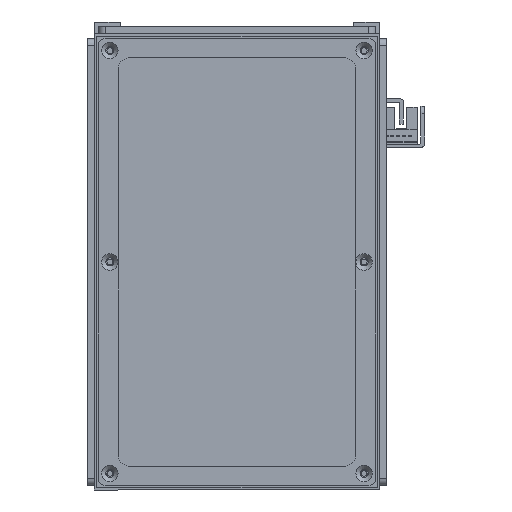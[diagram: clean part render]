
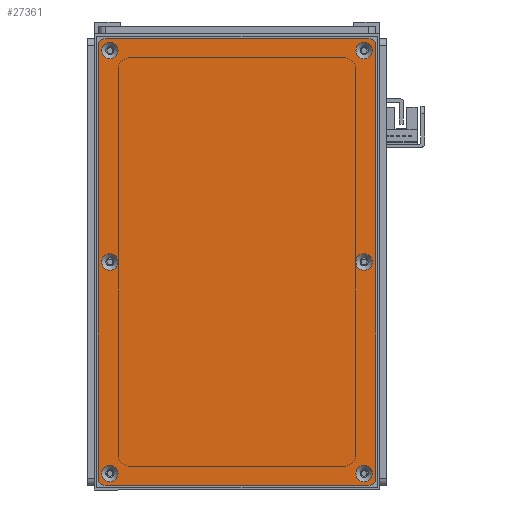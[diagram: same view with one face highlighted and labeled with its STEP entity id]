
A CAD part, front view. The second image highlights one B-rep face of the part: STEP entity #27361.
In plain terms, the highlighted planar face has unit normal (0, -1, 0).
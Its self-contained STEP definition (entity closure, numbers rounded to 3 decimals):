
#2194=FACE_BOUND('',#6502,.T.);
#2195=FACE_BOUND('',#6503,.T.);
#2196=FACE_BOUND('',#6504,.T.);
#2197=FACE_BOUND('',#6505,.T.);
#2198=FACE_BOUND('',#6506,.T.);
#2199=FACE_BOUND('',#6507,.T.);
#3369=CIRCLE('',#30225,3.45);
#3372=CIRCLE('',#30230,3.45);
#3375=CIRCLE('',#30235,3.45);
#3378=CIRCLE('',#30240,3.45);
#3381=CIRCLE('',#30245,3.45);
#3384=CIRCLE('',#30250,3.45);
#3387=CIRCLE('',#30255,3.);
#3389=CIRCLE('',#30258,3.);
#3390=CIRCLE('',#30259,3.);
#3391=CIRCLE('',#30260,3.);
#4758=FACE_OUTER_BOUND('',#6501,.T.);
#6501=EDGE_LOOP('',(#24775,#24776,#24777,#24778,#24779,#24780,#24781,#24782));
#6502=EDGE_LOOP('',(#24783));
#6503=EDGE_LOOP('',(#24784));
#6504=EDGE_LOOP('',(#24785));
#6505=EDGE_LOOP('',(#24786));
#6506=EDGE_LOOP('',(#24787));
#6507=EDGE_LOOP('',(#24788));
#8798=LINE('',#48188,#11102);
#8799=LINE('',#48192,#11103);
#8800=LINE('',#48196,#11104);
#8801=LINE('',#48199,#11105);
#11102=VECTOR('',#37530,10.);
#11103=VECTOR('',#37533,10.);
#11104=VECTOR('',#37536,10.);
#11105=VECTOR('',#37539,10.);
#13652=VERTEX_POINT('',#48118);
#13655=VERTEX_POINT('',#48128);
#13658=VERTEX_POINT('',#48138);
#13661=VERTEX_POINT('',#48148);
#13664=VERTEX_POINT('',#48158);
#13667=VERTEX_POINT('',#48168);
#13670=VERTEX_POINT('',#48178);
#13671=VERTEX_POINT('',#48179);
#13674=VERTEX_POINT('',#48187);
#13675=VERTEX_POINT('',#48189);
#13676=VERTEX_POINT('',#48191);
#13677=VERTEX_POINT('',#48193);
#13678=VERTEX_POINT('',#48195);
#13679=VERTEX_POINT('',#48197);
#17384=EDGE_CURVE('',#13652,#13652,#3369,.T.);
#17389=EDGE_CURVE('',#13655,#13655,#3372,.T.);
#17394=EDGE_CURVE('',#13658,#13658,#3375,.T.);
#17399=EDGE_CURVE('',#13661,#13661,#3378,.T.);
#17404=EDGE_CURVE('',#13664,#13664,#3381,.T.);
#17409=EDGE_CURVE('',#13667,#13667,#3384,.T.);
#17414=EDGE_CURVE('',#13670,#13671,#3387,.T.);
#17418=EDGE_CURVE('',#13670,#13674,#8798,.T.);
#17419=EDGE_CURVE('',#13675,#13674,#3389,.T.);
#17420=EDGE_CURVE('',#13675,#13676,#8799,.T.);
#17421=EDGE_CURVE('',#13677,#13676,#3390,.T.);
#17422=EDGE_CURVE('',#13677,#13678,#8800,.T.);
#17423=EDGE_CURVE('',#13679,#13678,#3391,.T.);
#17424=EDGE_CURVE('',#13679,#13671,#8801,.T.);
#24775=ORIENTED_EDGE('',*,*,#17414,.F.);
#24776=ORIENTED_EDGE('',*,*,#17418,.T.);
#24777=ORIENTED_EDGE('',*,*,#17419,.F.);
#24778=ORIENTED_EDGE('',*,*,#17420,.T.);
#24779=ORIENTED_EDGE('',*,*,#17421,.F.);
#24780=ORIENTED_EDGE('',*,*,#17422,.T.);
#24781=ORIENTED_EDGE('',*,*,#17423,.F.);
#24782=ORIENTED_EDGE('',*,*,#17424,.T.);
#24783=ORIENTED_EDGE('',*,*,#17384,.T.);
#24784=ORIENTED_EDGE('',*,*,#17389,.T.);
#24785=ORIENTED_EDGE('',*,*,#17394,.T.);
#24786=ORIENTED_EDGE('',*,*,#17399,.T.);
#24787=ORIENTED_EDGE('',*,*,#17404,.T.);
#24788=ORIENTED_EDGE('',*,*,#17409,.T.);
#26068=PLANE('',#30257);
#27361=ADVANCED_FACE('',(#4758,#2194,#2195,#2196,#2197,#2198,#2199),#26068,
 .T.);
#30225=AXIS2_PLACEMENT_3D('',#48119,#37450,#37451);
#30230=AXIS2_PLACEMENT_3D('',#48129,#37462,#37463);
#30235=AXIS2_PLACEMENT_3D('',#48139,#37474,#37475);
#30240=AXIS2_PLACEMENT_3D('',#48149,#37486,#37487);
#30245=AXIS2_PLACEMENT_3D('',#48159,#37498,#37499);
#30250=AXIS2_PLACEMENT_3D('',#48169,#37510,#37511);
#30255=AXIS2_PLACEMENT_3D('',#48180,#37522,#37523);
#30257=AXIS2_PLACEMENT_3D('',#48186,#37528,#37529);
#30258=AXIS2_PLACEMENT_3D('',#48190,#37531,#37532);
#30259=AXIS2_PLACEMENT_3D('',#48194,#37534,#37535);
#30260=AXIS2_PLACEMENT_3D('',#48198,#37537,#37538);
#37450=DIRECTION('center_axis',(0.,1.,0.));
#37451=DIRECTION('ref_axis',(1.,0.,0.));
#37462=DIRECTION('center_axis',(0.,1.,0.));
#37463=DIRECTION('ref_axis',(1.,0.,0.));
#37474=DIRECTION('center_axis',(0.,1.,0.));
#37475=DIRECTION('ref_axis',(1.,0.,0.));
#37486=DIRECTION('center_axis',(0.,1.,0.));
#37487=DIRECTION('ref_axis',(1.,0.,0.));
#37498=DIRECTION('center_axis',(0.,1.,0.));
#37499=DIRECTION('ref_axis',(1.,0.,0.));
#37510=DIRECTION('center_axis',(0.,1.,0.));
#37511=DIRECTION('ref_axis',(1.,0.,0.));
#37522=DIRECTION('center_axis',(0.,1.,0.));
#37523=DIRECTION('ref_axis',(-0.707,0.,0.707));
#37528=DIRECTION('center_axis',(0.,-1.,0.));
#37529=DIRECTION('ref_axis',(0.,0.,-1.));
#37530=DIRECTION('',(0.,0.,-1.));
#37531=DIRECTION('center_axis',(0.,1.,0.));
#37532=DIRECTION('ref_axis',(-0.707,0.,-0.707));
#37533=DIRECTION('',(1.,0.,0.));
#37534=DIRECTION('center_axis',(0.,1.,0.));
#37535=DIRECTION('ref_axis',(0.707,0.,-0.707));
#37536=DIRECTION('',(0.,0.,1.));
#37537=DIRECTION('center_axis',(0.,1.,0.));
#37538=DIRECTION('ref_axis',(0.707,0.,0.707));
#37539=DIRECTION('',(-1.,0.,0.));
#48118=CARTESIAN_POINT('',(85.55,-1.5,53.5));
#48119=CARTESIAN_POINT('Origin',(89.,-1.5,53.5));
#48128=CARTESIAN_POINT('',(-3.45,-1.5,-53.5));
#48129=CARTESIAN_POINT('Origin',(0.,-1.5,-53.5));
#48138=CARTESIAN_POINT('',(-92.45,-1.5,53.5));
#48139=CARTESIAN_POINT('Origin',(-89.,-1.5,53.5));
#48148=CARTESIAN_POINT('',(-92.45,-1.5,-53.5));
#48149=CARTESIAN_POINT('Origin',(-89.,-1.5,-53.5));
#48158=CARTESIAN_POINT('',(-3.45,-1.5,53.5));
#48159=CARTESIAN_POINT('Origin',(0.,-1.5,53.5));
#48168=CARTESIAN_POINT('',(85.55,-1.5,-53.5));
#48169=CARTESIAN_POINT('Origin',(89.,-1.5,-53.5));
#48178=CARTESIAN_POINT('',(-94.,-1.5,55.5));
#48179=CARTESIAN_POINT('',(-91.,-1.5,58.5));
#48180=CARTESIAN_POINT('Origin',(-91.,-1.5,55.5));
#48186=CARTESIAN_POINT('Origin',(0.,-1.5,0.));
#48187=CARTESIAN_POINT('',(-94.,-1.5,-55.5));
#48188=CARTESIAN_POINT('',(-94.,-1.5,58.5));
#48189=CARTESIAN_POINT('',(-91.,-1.5,-58.5));
#48190=CARTESIAN_POINT('Origin',(-91.,-1.5,-55.5));
#48191=CARTESIAN_POINT('',(91.,-1.5,-58.5));
#48192=CARTESIAN_POINT('',(-94.,-1.5,-58.5));
#48193=CARTESIAN_POINT('',(94.,-1.5,-55.5));
#48194=CARTESIAN_POINT('Origin',(91.,-1.5,-55.5));
#48195=CARTESIAN_POINT('',(94.,-1.5,55.5));
#48196=CARTESIAN_POINT('',(94.,-1.5,-58.5));
#48197=CARTESIAN_POINT('',(91.,-1.5,58.5));
#48198=CARTESIAN_POINT('Origin',(91.,-1.5,55.5));
#48199=CARTESIAN_POINT('',(94.,-1.5,58.5));
